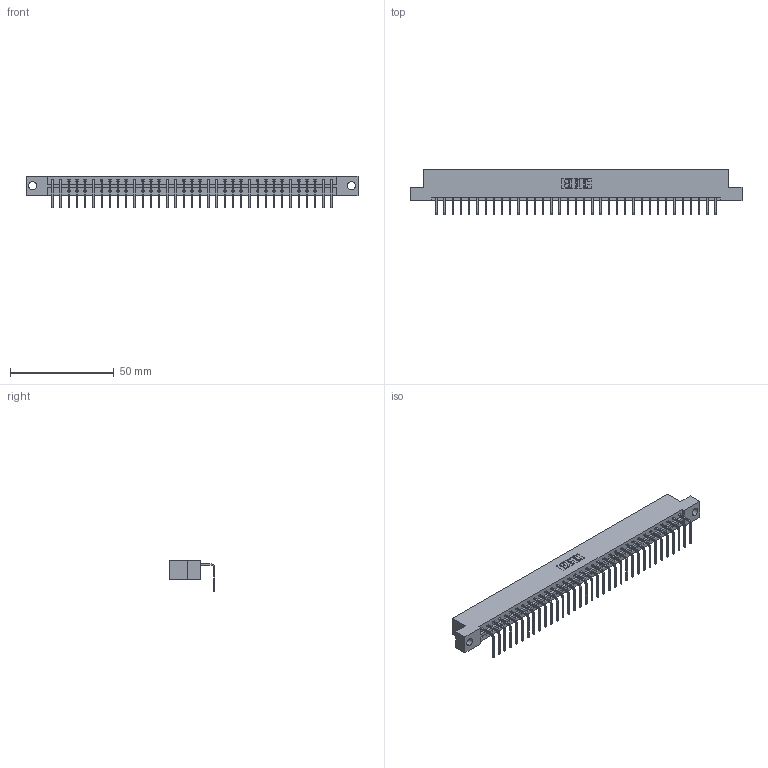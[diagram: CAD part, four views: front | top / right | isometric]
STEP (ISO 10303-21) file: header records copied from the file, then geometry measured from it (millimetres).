
FILE_DESCRIPTION (( 'STEP AP203' ), '1' );
FILE_NAME ('833-035-558-104.STEP', '2020-06-03T01:05:21', ( '' ), ( '' ), 'SwSTEP 2.0', 'SolidWorks 2020', '' );
FILE_SCHEMA (( 'CONFIG_CONTROL_DESIGN' ));
Length unit declared in the file: inch
Products named in the file (3): 833-035-558-104; 833 Part_Flush - .156 Dia - TH; 345-292-001_558 Tail - 2
Assembly tree (36 placements, depth 2):
  833-035-558-104
    833 Part_Flush - .156 Dia - TH
    345-292-001_558 Tail - 2  x35
Bounding box: 160.22 x 22.17 x 15.37 mm (x, y, z)
Volume: 16091.5 mm3; surface area: 17875.4 mm2
Topology: 36 solids, 36 shells, 2214 faces, 6681 edges, 4406 vertices
Faces by surface type: plane 1610, cylinder 604
Entity records: 22389 total; most frequent: CARTESIAN_POINT 3871, ORIENTED_EDGE 3842, DIRECTION 3279, EDGE_CURVE 1921, VECTOR 1793, LINE 1793, VERTEX_POINT 1278, AXIS2_PLACEMENT_3D 743
